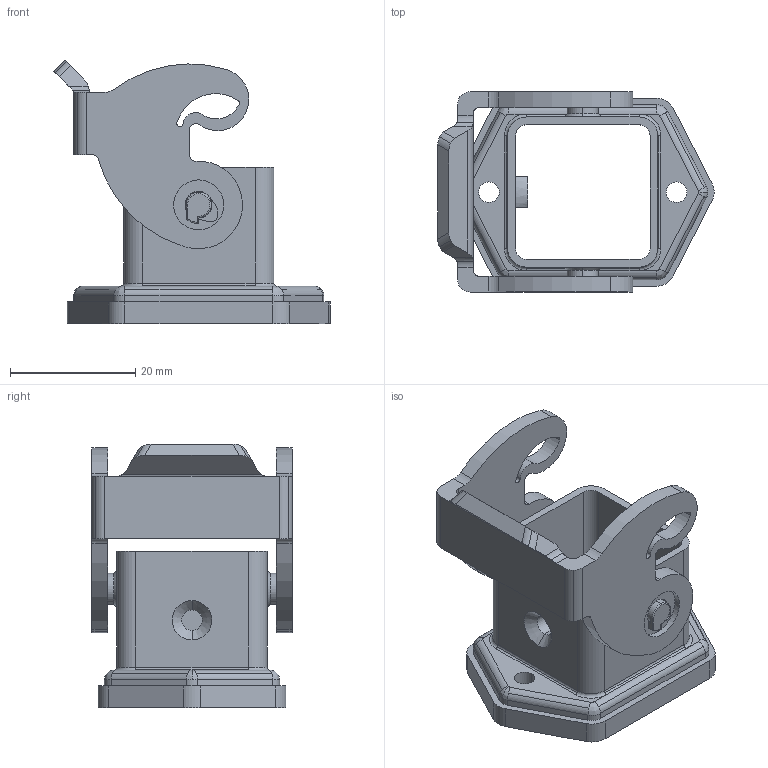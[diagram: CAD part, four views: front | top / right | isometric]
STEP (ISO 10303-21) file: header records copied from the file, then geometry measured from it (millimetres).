
FILE_DESCRIPTION((''),'2;1');
FILE_NAME('CK 03 IN.stp','2006-12-07T10:26:17',('gembarski'),(''),'Autodesk Inventor 7','Autodesk Inventor 7','');
FILE_SCHEMA(('AUTOMOTIVE_DESIGN { 1 0 10303 214 1 1 1 1 }'));
Length unit declared in the file: millimetre
Products named in the file (1): CK Anbaugehäuse 21_21 Kunststoff
Bounding box: 44.15 x 32 x 42.13 mm (x, y, z)
Volume: 8819.2 mm3; surface area: 9528.5 mm2
Topology: 1 solids, 1 shells, 317 faces, 845 edges, 542 vertices
Faces by surface type: cylinder 152, plane 94, bspline 56, torus 10, cone 5
Entity records: 11185 total; most frequent: CARTESIAN_POINT 3190, DIRECTION 1699, ORIENTED_EDGE 1682, EDGE_CURVE 841, AXIS2_PLACEMENT_3D 632, VERTEX_POINT 542, VECTOR 435, LINE 435
